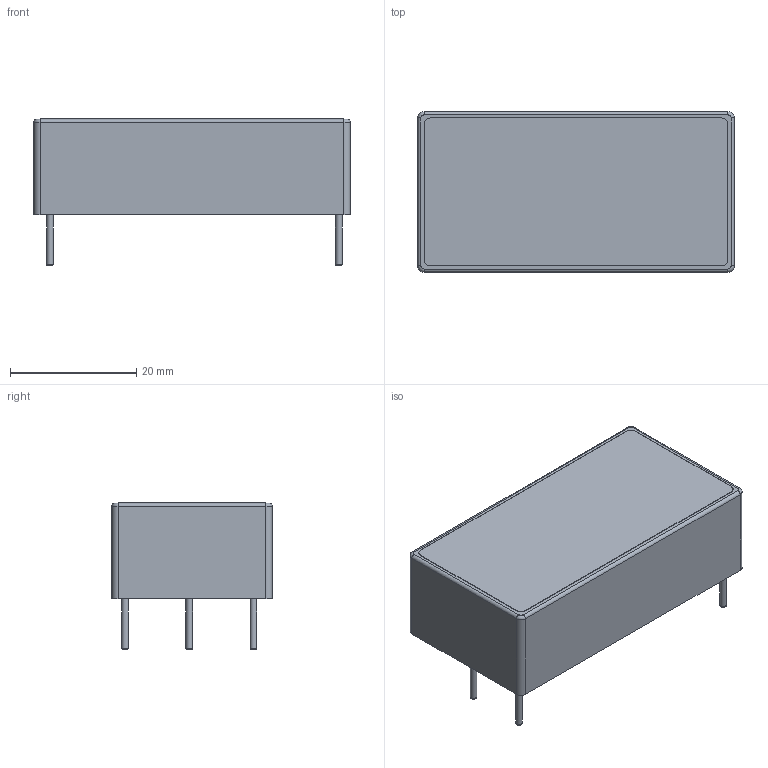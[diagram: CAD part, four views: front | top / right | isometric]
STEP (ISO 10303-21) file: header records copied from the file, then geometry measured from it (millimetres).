
FILE_DESCRIPTION(/* description */ ('model of Converter_ACDC_TRACO_TMLM-05_THT'),/* implementation_level */ '2;1');
FILE_NAME(/* name */ 'Converter_ACDC_TRACO_TMLM-05_THT.step',/* time_stamp */ '2018-04-09T21:29:07',/* author */ ('kicad StepUp','ksu'),/* organization */ ('FreeCAD'),/* preprocessor_version */ 'OCC',/* originating_system */ 'kicad StepUp',/* authorisation */ '');
FILE_SCHEMA(('AUTOMOTIVE_DESIGN { 1 0 10303 214 1 1 1 1 }'));
Length unit declared in the file: millimetre
Products named in the file (1): Converter_ACDC_TRACO_TMLM_05_THT
Bounding box: 50.08 x 25.4 x 23.26 mm (x, y, z)
Volume: 19402.5 mm3; surface area: 4890.2 mm2
Topology: 1 solids, 1 shells, 39 faces, 84 edges, 52 vertices
Faces by surface type: cylinder 16, plane 15, torus 8
Full cylindrical faces by diameter (mm): 1.04 x4
Entity records: 1353 total; most frequent: DIRECTION 208, CARTESIAN_POINT 176, ORIENTED_EDGE 168, AXIS2_PLACEMENT_3D 84, EDGE_CURVE 84, VERTEX_POINT 52, FACE_BOUND 44, EDGE_LOOP 44
